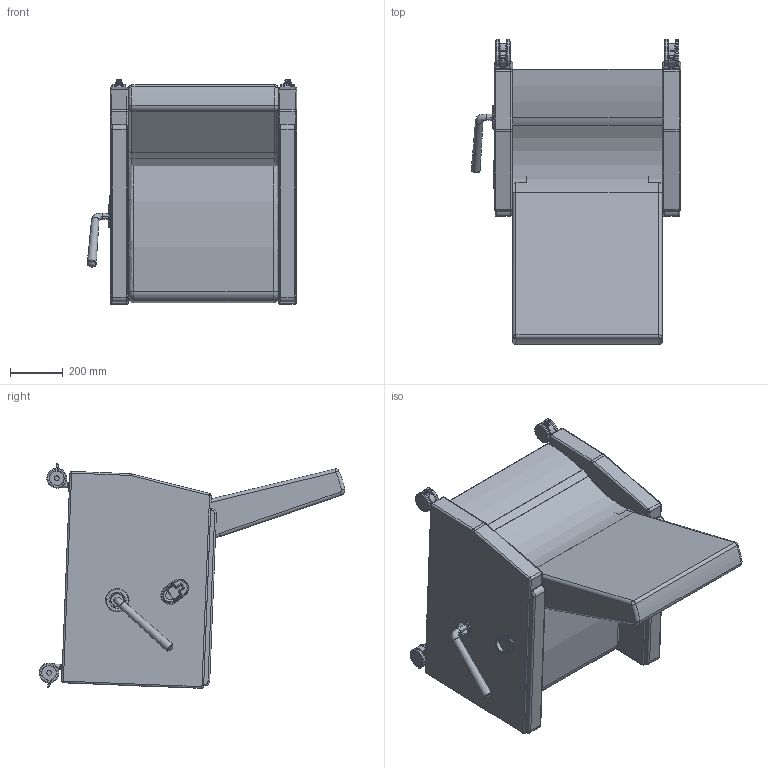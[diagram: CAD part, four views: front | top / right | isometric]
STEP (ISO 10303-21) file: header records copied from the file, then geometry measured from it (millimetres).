
FILE_DESCRIPTION(/* description */ (''),/* implementation_level */ '2;1');
FILE_NAME(/* name */ 'M0107J.stp',/* time_stamp */ '2017-09-13T08:57:45-04:00',/* author */ ('emehringer'),/* organization */ (''),/* preprocessor_version */ 'ST-DEVELOPER v16.5',/* originating_system */ 'Autodesk Inventor 2017',/* authorisation */ '');
FILE_SCHEMA (('AUTOMOTIVE_DESIGN { 1 0 10303 214 3 1 1 }'));
Length unit declared in the file: inch
Products named in the file (25): M0107U-1; E3010 USEAT; H1010 UBACK COVER; SQUARE UBACK; SQUARE UBACK_1; JC BOLT 60X17MM; 5/16X18 JAM NUT; 5/16" WASHER; 5/16X.18 LK NUT; M0107 UKO; FLAT ARML; BEZEL 3.5 BLK; HDL 3000 BLK; HDL 3000 BLKPLASTIC; HDL 3000 BLK METAL; FLAT ARMR; CABLE LEVER; CAST COL 3"LC; CAST COL LOCK; CAST COL 3IN CENTER; CAST COL 3IN WHEEL; CAST COL 3IN INNER WHEEL; CSTR STEM 1.5C; WASHER 2X3-8; OD1010 MAC BLK (FLAT)
Assembly tree (45 placements, depth 3):
  M0107U-1
    E3010 USEAT
    H1010 UBACK COVER
    SQUARE UBACK
      SQUARE UBACK_1
      JC BOLT 60X17MM  x4
      5/16X18 JAM NUT  x4
      5/16" WASHER  x4
      5/16X.18 LK NUT  x4
    M0107 UKO
    FLAT ARML
    BEZEL 3.5 BLK
    HDL 3000 BLK
      HDL 3000 BLKPLASTIC
      HDL 3000 BLK METAL
    FLAT ARMR
    CABLE LEVER
    CAST COL 3"LC  x4
      CAST COL 3IN WHEEL
      CAST COL LOCK
      CAST COL 3IN CENTER
      CAST COL 3IN INNER WHEEL
      CSTR STEM 1.5C
    WASHER 2X3-8  x4
    OD1010 MAC BLK (FLAT)  x2
Bounding box: 791.12 x 1155.17 x 848.48 mm (x, y, z)
Volume: 152029344.3 mm3; surface area: 5545711.3 mm2
Topology: 65 solids, 65 shells, 1247 faces, 2638 edges, 1588 vertices
Faces by surface type: cylinder 412, plane 402, torus 204, cone 139, sphere 55, bspline 35
Full cylindrical faces by diameter (mm): 4.366 x6, 5.953 x1, 6.401 x12, 7.302 x4, 7.938 x4, 8.89 x8, 9.398 x4, 9.525 x4, 10.414 x4, 10.998 x4, 12.7 x4, 16.891 x4, 17.462 x4, 17.475 x4, 17.526 x8, 20.747 x4, 22.9 x1, 22.987 x4, 50.8 x4, 53.975 x1, 55.88 x8, 55.956 x8, 75.006 x8, 82.55 x1, 88.9 x1
Entity records: 16891 total; most frequent: CARTESIAN_POINT 4280, DIRECTION 2729, ORIENTED_EDGE 2254, EDGE_CURVE 1127, AXIS2_PLACEMENT_3D 1123, VERTEX_POINT 711, EDGE_LOOP 660, FACE_OUTER_BOUND 551
